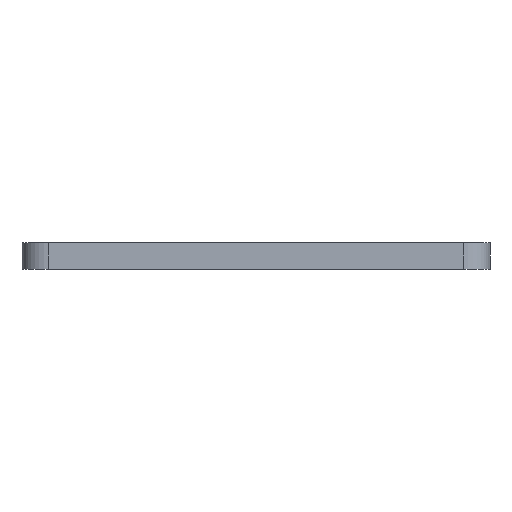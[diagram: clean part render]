
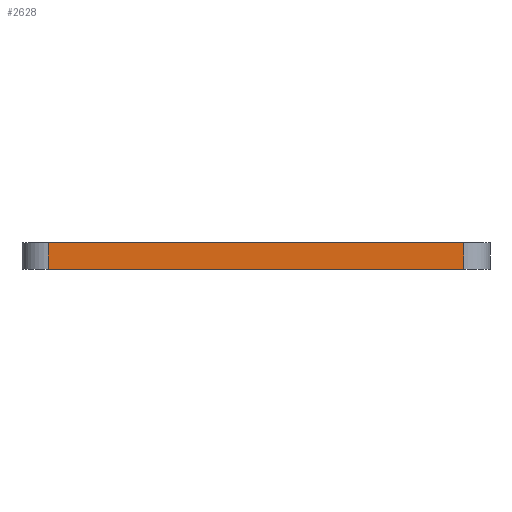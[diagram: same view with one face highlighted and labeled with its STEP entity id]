
A CAD part, left-side view. The second image highlights one B-rep face of the part: STEP entity #2628.
In plain terms, the highlighted planar face has unit normal (-1, 0, 0).
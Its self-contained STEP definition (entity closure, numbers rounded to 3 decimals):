
#279=CARTESIAN_POINT('',(258.477,70.009,18.));
#280=VERTEX_POINT('',#279);
#288=CARTESIAN_POINT('',(258.477,22.765,18.));
#289=VERTEX_POINT('',#288);
#290=CARTESIAN_POINT('',(258.477,70.009,18.));
#291=DIRECTION('',(0.,-1.,0.));
#292=VECTOR('',#291,47.244);
#293=LINE('',#290,#292);
#294=EDGE_CURVE('',#280,#289,#293,.T.);
#2246=CARTESIAN_POINT('',(258.477,22.765,15.));
#2247=VERTEX_POINT('',#2246);
#2255=CARTESIAN_POINT('',(258.477,70.009,15.));
#2256=VERTEX_POINT('',#2255);
#2257=CARTESIAN_POINT('',(258.477,22.765,15.));
#2258=DIRECTION('',(0.,1.,0.));
#2259=VECTOR('',#2258,47.244);
#2260=LINE('',#2257,#2259);
#2261=EDGE_CURVE('',#2247,#2256,#2260,.T.);
#2607=CARTESIAN_POINT('',(258.477,137.768,13.));
#2608=DIRECTION('',(-1.,0.,0.));
#2609=DIRECTION('',(0.,-1.,0.));
#2610=AXIS2_PLACEMENT_3D('',#2607,#2608,#2609);
#2611=PLANE('',#2610);
#2612=ORIENTED_EDGE('',*,*,#294,.F.);
#2613=CARTESIAN_POINT('',(258.477,70.009,18.));
#2614=DIRECTION('',(0.,0.,-1.));
#2615=VECTOR('',#2614,3.);
#2616=LINE('',#2613,#2615);
#2617=EDGE_CURVE('',#280,#2256,#2616,.T.);
#2618=ORIENTED_EDGE('',*,*,#2617,.T.);
#2619=ORIENTED_EDGE('',*,*,#2261,.F.);
#2620=CARTESIAN_POINT('',(258.477,22.765,15.));
#2621=DIRECTION('',(-0.,-0.,1.));
#2622=VECTOR('',#2621,3.);
#2623=LINE('',#2620,#2622);
#2624=EDGE_CURVE('',#2247,#289,#2623,.T.);
#2625=ORIENTED_EDGE('',*,*,#2624,.T.);
#2626=EDGE_LOOP('',(#2612,#2618,#2619,#2625));
#2627=FACE_BOUND('',#2626,.T.);
#2628=ADVANCED_FACE('',(#2627),#2611,.T.);
